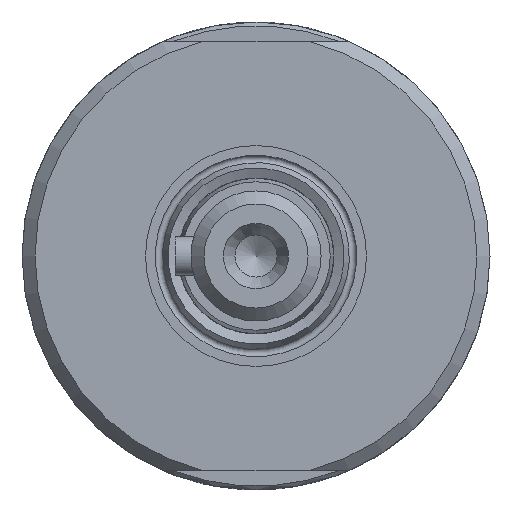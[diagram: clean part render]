
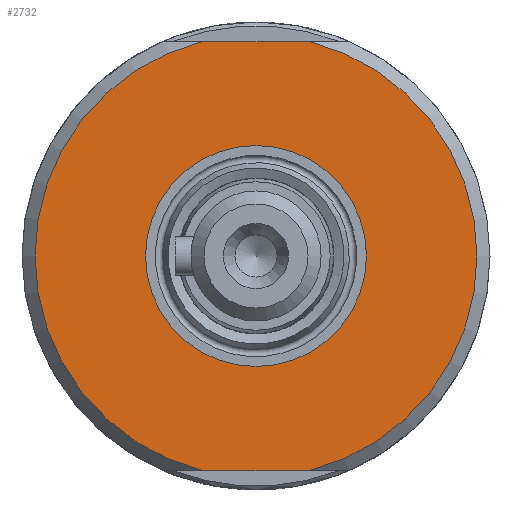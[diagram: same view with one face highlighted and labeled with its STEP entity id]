
A CAD part, left-side view. The second image highlights one B-rep face of the part: STEP entity #2732.
In plain terms, the highlighted planar face has unit normal (-1, 0, 0).
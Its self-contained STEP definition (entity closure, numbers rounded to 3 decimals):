
#296=LINE('',#4518,#534);
#297=LINE('',#4522,#535);
#534=VECTOR('',#3590,10.);
#535=VECTOR('',#3593,10.);
#736=FACE_BOUND('',#1014,.T.);
#856=FACE_OUTER_BOUND('',#1013,.T.);
#1013=EDGE_LOOP('',(#2391,#2392,#2393,#2394));
#1014=EDGE_LOOP('',(#2395,#2396));
#1113=CIRCLE('',#2959,8.5);
#1114=CIRCLE('',#2960,8.5);
#1115=CIRCLE('',#2962,17.);
#1116=CIRCLE('',#2963,17.);
#1352=VERTEX_POINT('',#4510);
#1353=VERTEX_POINT('',#4511);
#1354=VERTEX_POINT('',#4516);
#1355=VERTEX_POINT('',#4517);
#1356=VERTEX_POINT('',#4519);
#1357=VERTEX_POINT('',#4521);
#1706=EDGE_CURVE('',#1352,#1353,#1113,.T.);
#1707=EDGE_CURVE('',#1353,#1352,#1114,.T.);
#1709=EDGE_CURVE('',#1354,#1355,#296,.T.);
#1710=EDGE_CURVE('',#1356,#1355,#1115,.T.);
#1711=EDGE_CURVE('',#1356,#1357,#297,.T.);
#1712=EDGE_CURVE('',#1354,#1357,#1116,.T.);
#2391=ORIENTED_EDGE('',*,*,#1709,.T.);
#2392=ORIENTED_EDGE('',*,*,#1710,.F.);
#2393=ORIENTED_EDGE('',*,*,#1711,.T.);
#2394=ORIENTED_EDGE('',*,*,#1712,.F.);
#2395=ORIENTED_EDGE('',*,*,#1706,.T.);
#2396=ORIENTED_EDGE('',*,*,#1707,.T.);
#2604=PLANE('',#2961);
#2732=ADVANCED_FACE('',(#856,#736),#2604,.T.);
#2959=AXIS2_PLACEMENT_3D('',#4512,#3583,#3584);
#2960=AXIS2_PLACEMENT_3D('',#4513,#3585,#3586);
#2961=AXIS2_PLACEMENT_3D('',#4515,#3588,#3589);
#2962=AXIS2_PLACEMENT_3D('',#4520,#3591,#3592);
#2963=AXIS2_PLACEMENT_3D('',#4523,#3594,#3595);
#3583=DIRECTION('center_axis',(1.,0.,0.));
#3584=DIRECTION('ref_axis',(0.,-1.,0.));
#3585=DIRECTION('center_axis',(1.,0.,0.));
#3586=DIRECTION('ref_axis',(0.,-1.,0.));
#3588=DIRECTION('center_axis',(-1.,0.,0.));
#3589=DIRECTION('ref_axis',(0.,0.,-1.));
#3590=DIRECTION('',(0.,1.,0.));
#3591=DIRECTION('center_axis',(1.,0.,0.));
#3592=DIRECTION('ref_axis',(0.,1.,0.));
#3593=DIRECTION('',(0.,-1.,0.));
#3594=DIRECTION('center_axis',(1.,0.,0.));
#3595=DIRECTION('ref_axis',(0.,1.,0.));
#4510=CARTESIAN_POINT('',(-82.,-8.5,0.));
#4511=CARTESIAN_POINT('',(-82.,8.5,0.));
#4512=CARTESIAN_POINT('Origin',(-82.,0.,0.));
#4513=CARTESIAN_POINT('Origin',(-82.,0.,0.));
#4515=CARTESIAN_POINT('Origin',(-82.,-9.,0.));
#4516=CARTESIAN_POINT('',(-82.,-4.093,16.5));
#4517=CARTESIAN_POINT('',(-82.,4.093,16.5));
#4518=CARTESIAN_POINT('',(-82.,-0.903,16.5));
#4519=CARTESIAN_POINT('',(-82.,4.093,-16.5));
#4520=CARTESIAN_POINT('Origin',(-82.,0.,0.));
#4521=CARTESIAN_POINT('',(-82.,-4.093,-16.5));
#4522=CARTESIAN_POINT('',(-82.,-8.097,-16.5));
#4523=CARTESIAN_POINT('Origin',(-82.,0.,0.));
